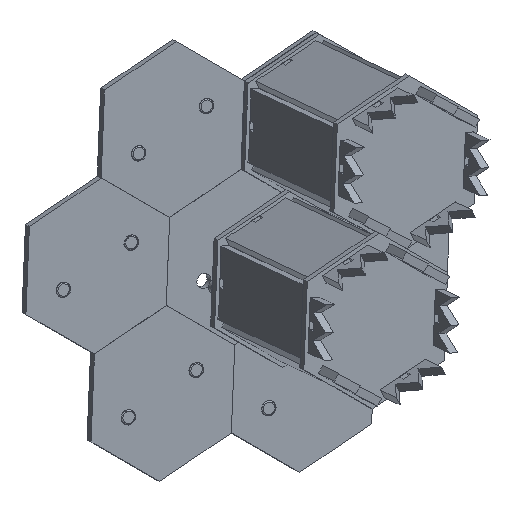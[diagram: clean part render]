
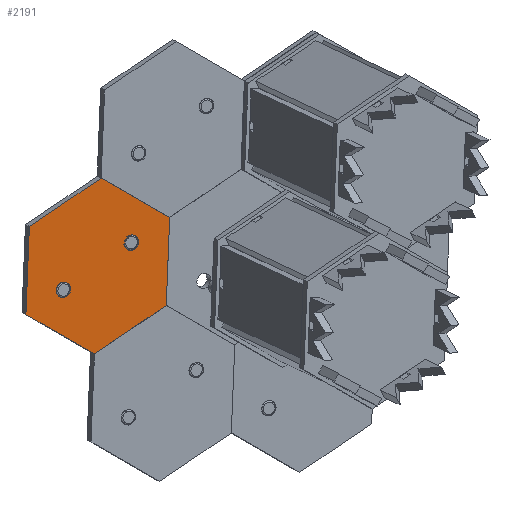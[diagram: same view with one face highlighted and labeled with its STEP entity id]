
A CAD part, top view. The second image highlights one B-rep face of the part: STEP entity #2191.
In plain terms, the highlighted face is planar.
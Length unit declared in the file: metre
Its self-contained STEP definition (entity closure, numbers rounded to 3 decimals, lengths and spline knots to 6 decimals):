
#81=LINE('',#3223,#348);
#85=LINE('',#3231,#352);
#88=LINE('',#3237,#355);
#91=LINE('',#3243,#358);
#94=LINE('',#3249,#361);
#96=LINE('',#3262,#363);
#348=VECTOR('',#2626,1.);
#352=VECTOR('',#2632,1.);
#355=VECTOR('',#2637,1.);
#358=VECTOR('',#2642,1.);
#361=VECTOR('',#2647,1.);
#363=VECTOR('',#2663,1.);
#745=PLANE('',#2369);
#985=ORIENTED_EDGE('',*,*,#1460,.F.);
#986=ORIENTED_EDGE('',*,*,#1458,.F.);
#987=ORIENTED_EDGE('',*,*,#1444,.T.);
#988=ORIENTED_EDGE('',*,*,#1448,.T.);
#989=ORIENTED_EDGE('',*,*,#1451,.T.);
#990=ORIENTED_EDGE('',*,*,#1454,.T.);
#991=ORIENTED_EDGE('',*,*,#1457,.T.);
#992=ORIENTED_EDGE('',*,*,#1463,.T.);
#1444=EDGE_CURVE('',#1701,#1700,#81,.T.);
#1448=EDGE_CURVE('',#1700,#1703,#85,.T.);
#1451=EDGE_CURVE('',#1703,#1705,#88,.T.);
#1454=EDGE_CURVE('',#1705,#1707,#91,.T.);
#1457=EDGE_CURVE('',#1707,#1709,#94,.T.);
#1458=EDGE_CURVE('',#1710,#1710,#1842,.T.);
#1460=EDGE_CURVE('',#1712,#1712,#1844,.T.);
#1463=EDGE_CURVE('',#1709,#1701,#96,.T.);
#1700=VERTEX_POINT('',#3222);
#1701=VERTEX_POINT('',#3224);
#1703=VERTEX_POINT('',#3230);
#1705=VERTEX_POINT('',#3236);
#1707=VERTEX_POINT('',#3242);
#1709=VERTEX_POINT('',#3248);
#1710=VERTEX_POINT('',#3252);
#1712=VERTEX_POINT('',#3257);
#1842=CIRCLE('',#2363,0.0055);
#1844=CIRCLE('',#2366,0.0055);
#1897=EDGE_LOOP('',(#985));
#1898=EDGE_LOOP('',(#986));
#1899=EDGE_LOOP('',(#987,#988,#989,#990,#991,#992));
#2046=FACE_BOUND('',#1897,.T.);
#2047=FACE_BOUND('',#1898,.T.);
#2048=FACE_BOUND('',#1899,.T.);
#2191=ADVANCED_FACE('',(#2046,#2047,#2048),#745,.T.);
#2363=AXIS2_PLACEMENT_3D('',#3251,#2650,#2651);
#2366=AXIS2_PLACEMENT_3D('',#3256,#2656,#2657);
#2369=AXIS2_PLACEMENT_3D('',#3263,#2664,#2665);
#2626=DIRECTION('',(-0.5,0.866,0.));
#2632=DIRECTION('',(-1.,0.,0.));
#2637=DIRECTION('',(-0.5,-0.866,0.));
#2642=DIRECTION('',(0.5,-0.866,0.));
#2647=DIRECTION('',(1.,0.,0.));
#2650=DIRECTION('',(0.,0.,1.));
#2651=DIRECTION('',(1.,0.,0.));
#2656=DIRECTION('',(0.,0.,1.));
#2657=DIRECTION('',(1.,0.,0.));
#2663=DIRECTION('',(0.5,0.866,0.));
#2664=DIRECTION('',(0.,0.,1.));
#2665=DIRECTION('',(1.,0.,0.));
#3222=CARTESIAN_POINT('',(-0.021987,-0.09065,0.00635));
#3223=CARTESIAN_POINT('',(-0.006112,-0.118146,0.00635));
#3224=CARTESIAN_POINT('',(0.009763,-0.145642,0.00635));
#3230=CARTESIAN_POINT('',(-0.085487,-0.09065,0.00635));
#3231=CARTESIAN_POINT('',(-0.053737,-0.09065,0.00635));
#3236=CARTESIAN_POINT('',(-0.117237,-0.145642,0.00635));
#3237=CARTESIAN_POINT('',(-0.101362,-0.118146,0.00635));
#3242=CARTESIAN_POINT('',(-0.085487,-0.200635,0.00635));
#3243=CARTESIAN_POINT('',(-0.101362,-0.173138,0.00635));
#3248=CARTESIAN_POINT('',(-0.021987,-0.200635,0.00635));
#3249=CARTESIAN_POINT('',(-0.053737,-0.200635,0.00635));
#3251=CARTESIAN_POINT('',(-0.023739,-0.145283,0.00635));
#3252=CARTESIAN_POINT('',(-0.018239,-0.145283,0.00635));
#3256=CARTESIAN_POINT('',(-0.084243,-0.14623,0.00635));
#3257=CARTESIAN_POINT('',(-0.078743,-0.14623,0.00635));
#3262=CARTESIAN_POINT('',(-0.006112,-0.173138,0.00635));
#3263=CARTESIAN_POINT('',(0.074112,-0.046878,0.00635));
